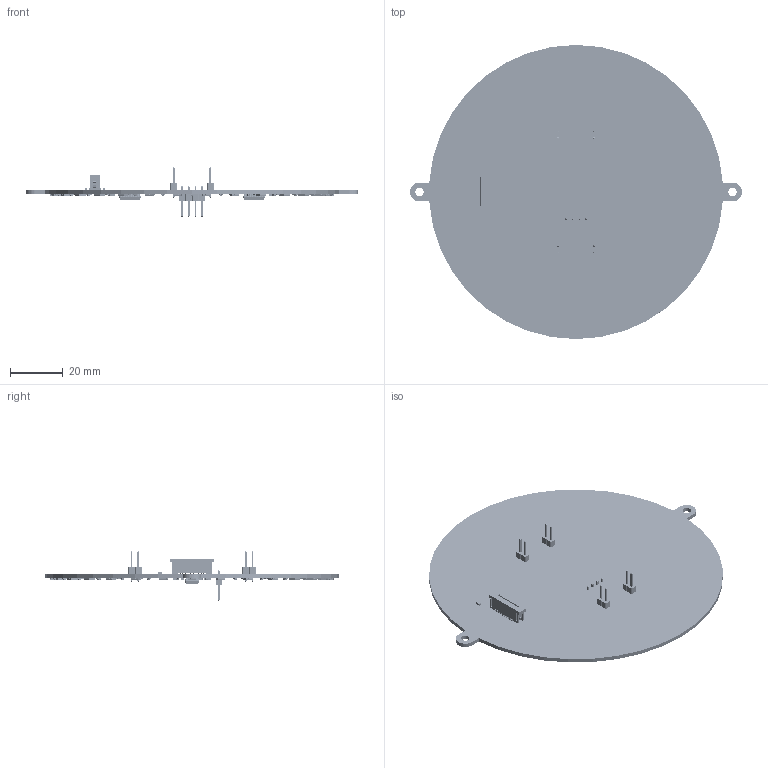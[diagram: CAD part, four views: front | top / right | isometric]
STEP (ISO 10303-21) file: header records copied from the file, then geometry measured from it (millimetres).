
FILE_DESCRIPTION(('KiCad electronic assembly'),'2;1');
FILE_NAME('l1.step','2025-03-08T14:20:44',('Pcbnew'),('Kicad'), 'Open CASCADE STEP processor 7.8','KiCad to STEP converter','Unknown' );
FILE_SCHEMA(('AUTOMOTIVE_DESIGN { 1 0 10303 214 1 1 1 1 }'));
Length unit declared in the file: millimetre
Products named in the file (24): l1 1; C0603; 52610-1071; PinHeader_1x02_P2.54mm_Vertical; led0603; Body; Cover; Cover_Mini; Insides; R0603; Pin1Body; Pin2Body; CeramicBody; CoatingBody; Text1Body; Text2Body; Text3Body; Text4Body; led2835; COMPOUND; SHELL; SSOP-24_5.3x8.2mm_P0.65mm; PinHeader_1x04_P2.54mm_Vertical; l1_PCB
Assembly tree (131 placements, depth 3):
  l1 1
    C0603  x11
    52610-1071
    PinHeader_1x02_P2.54mm_Vertical  x4
    led0603  x31
      Body
      Cover
      Cover_Mini
      Insides
    R0603  x36
      Pin1Body
      Pin2Body
      CeramicBody
      CoatingBody
      Text1Body
      Text2Body
      Text3Body
      Text4Body
    led2835  x30
      COMPOUND
      SHELL
    SSOP-24_5.3x8.2mm_P0.65mm  x2
    PinHeader_1x04_P2.54mm_Vertical
    l1_PCB
Bounding box: 126.4 x 112 x 18.76 mm (x, y, z)
Volume: 15891 mm3; surface area: 24587.4 mm2
Topology: 583 solids, 613 shells, 19853 faces, 50560 edges, 31406 vertices
Faces by surface type: plane 8361, cylinder 4032, bspline 3224, extrusion 2448, sphere 920, torus 868
Full cylindrical faces by diameter (mm): 0.03 x93, 0.112 x31, 0.115 x31, 0.5 x2, 1 x12, 3.2 x2
Entity records: 52060 total; most frequent: CARTESIAN_POINT 10350, ORIENTED_EDGE 8030, DIRECTION 7020, EDGE_CURVE 4016, VECTOR 2890, LINE 2822, VERTEX_POINT 2552, AXIS2_PLACEMENT_3D 2065
